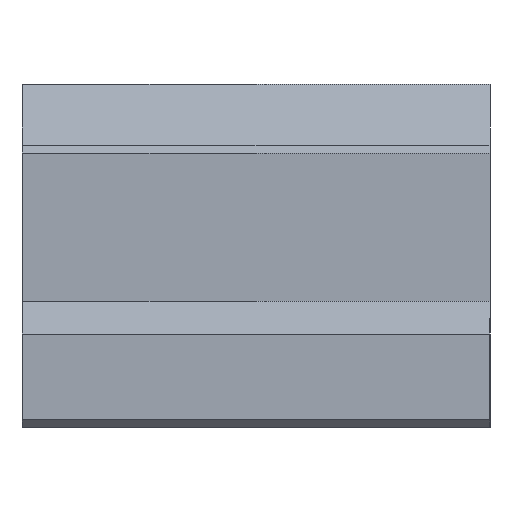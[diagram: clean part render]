
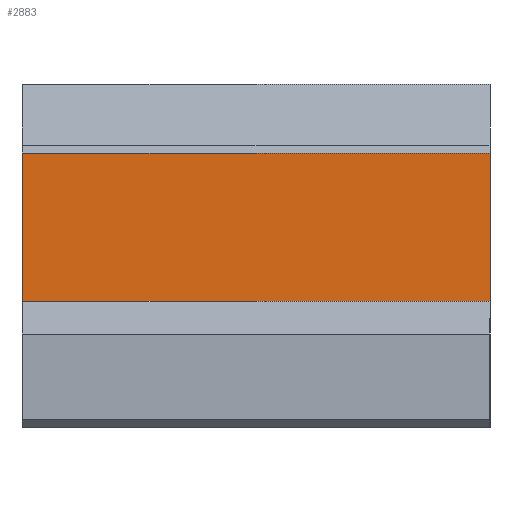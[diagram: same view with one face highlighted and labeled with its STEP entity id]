
A CAD part, left-side view. The second image highlights one B-rep face of the part: STEP entity #2883.
In plain terms, the highlighted planar face has unit normal (-1, 0, 0).
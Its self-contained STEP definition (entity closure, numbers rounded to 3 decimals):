
#986 = PLANE('',#987);
#987 = AXIS2_PLACEMENT_3D('',#988,#989,#990);
#988 = CARTESIAN_POINT('',(0.,15.,-1.181));
#989 = DIRECTION('',(0.,1.,0.));
#990 = DIRECTION('',(0.,0.,1.));
#1042 = PLANE('',#1043);
#1043 = AXIS2_PLACEMENT_3D('',#1044,#1045,#1046);
#1044 = CARTESIAN_POINT('',(0.,-15.,-1.181));
#1045 = DIRECTION('',(0.,1.,0.));
#1046 = DIRECTION('',(0.,0.,1.));
#1552 = VERTEX_POINT('',#1553);
#1553 = CARTESIAN_POINT('',(-14.9,15.,-2.95));
#1567 = PLANE('',#1568);
#1568 = AXIS2_PLACEMENT_3D('',#1569,#1570,#1571);
#1569 = CARTESIAN_POINT('',(-17.,15.,-5.05));
#1570 = DIRECTION('',(-0.707,0.,0.707)
  );
#1571 = DIRECTION('',(0.707,0.,0.707)
  );
#1579 = EDGE_CURVE('',#1552,#1580,#1582,.T.);
#1580 = VERTEX_POINT('',#1581);
#1581 = CARTESIAN_POINT('',(-14.9,15.,6.55));
#1582 = SURFACE_CURVE('',#1583,(#1587,#1594),.PCURVE_S1.);
#1583 = LINE('',#1584,#1585);
#1584 = CARTESIAN_POINT('',(-14.9,15.,-2.95));
#1585 = VECTOR('',#1586,1.);
#1586 = DIRECTION('',(0.,0.,1.));
#1587 = PCURVE('',#986,#1588);
#1588 = DEFINITIONAL_REPRESENTATION('',(#1589),#1593);
#1589 = LINE('',#1590,#1591);
#1590 = CARTESIAN_POINT('',(-1.769,-14.9));
#1591 = VECTOR('',#1592,1.);
#1592 = DIRECTION('',(1.,0.));
#1593 = ( GEOMETRIC_REPRESENTATION_CONTEXT(2) 
PARAMETRIC_REPRESENTATION_CONTEXT() REPRESENTATION_CONTEXT('2D SPACE',''
  ) );
#1594 = PCURVE('',#1595,#1600);
#1595 = PLANE('',#1596);
#1596 = AXIS2_PLACEMENT_3D('',#1597,#1598,#1599);
#1597 = CARTESIAN_POINT('',(-14.9,15.,-2.95));
#1598 = DIRECTION('',(-1.,0.,0.));
#1599 = DIRECTION('',(0.,0.,1.));
#1600 = DEFINITIONAL_REPRESENTATION('',(#1601),#1605);
#1601 = LINE('',#1602,#1603);
#1602 = CARTESIAN_POINT('',(0.,0.));
#1603 = VECTOR('',#1604,1.);
#1604 = DIRECTION('',(1.,0.));
#1605 = ( GEOMETRIC_REPRESENTATION_CONTEXT(2) 
PARAMETRIC_REPRESENTATION_CONTEXT() REPRESENTATION_CONTEXT('2D SPACE',''
  ) );
#1623 = PLANE('',#1624);
#1624 = AXIS2_PLACEMENT_3D('',#1625,#1626,#1627);
#1625 = CARTESIAN_POINT('',(-14.65,15.,6.8));
#1626 = DIRECTION('',(-0.707,0.,0.707
    ));
#1627 = DIRECTION('',(0.,-1.,0.));
#2134 = VERTEX_POINT('',#2135);
#2135 = CARTESIAN_POINT('',(-14.9,-15.,-2.95));
#2156 = EDGE_CURVE('',#2134,#2157,#2159,.T.);
#2157 = VERTEX_POINT('',#2158);
#2158 = CARTESIAN_POINT('',(-14.9,-15.,6.55));
#2159 = SURFACE_CURVE('',#2160,(#2164,#2171),.PCURVE_S1.);
#2160 = LINE('',#2161,#2162);
#2161 = CARTESIAN_POINT('',(-14.9,-15.,-2.95));
#2162 = VECTOR('',#2163,1.);
#2163 = DIRECTION('',(0.,0.,1.));
#2164 = PCURVE('',#1042,#2165);
#2165 = DEFINITIONAL_REPRESENTATION('',(#2166),#2170);
#2166 = LINE('',#2167,#2168);
#2167 = CARTESIAN_POINT('',(-1.769,-14.9));
#2168 = VECTOR('',#2169,1.);
#2169 = DIRECTION('',(1.,0.));
#2170 = ( GEOMETRIC_REPRESENTATION_CONTEXT(2) 
PARAMETRIC_REPRESENTATION_CONTEXT() REPRESENTATION_CONTEXT('2D SPACE',''
  ) );
#2171 = PCURVE('',#1595,#2172);
#2172 = DEFINITIONAL_REPRESENTATION('',(#2173),#2177);
#2173 = LINE('',#2174,#2175);
#2174 = CARTESIAN_POINT('',(0.,-30.));
#2175 = VECTOR('',#2176,1.);
#2176 = DIRECTION('',(1.,0.));
#2177 = ( GEOMETRIC_REPRESENTATION_CONTEXT(2) 
PARAMETRIC_REPRESENTATION_CONTEXT() REPRESENTATION_CONTEXT('2D SPACE',''
  ) );
#2775 = EDGE_CURVE('',#1580,#2157,#2776,.T.);
#2776 = SURFACE_CURVE('',#2777,(#2781,#2788),.PCURVE_S1.);
#2777 = LINE('',#2778,#2779);
#2778 = CARTESIAN_POINT('',(-14.9,15.,6.55));
#2779 = VECTOR('',#2780,1.);
#2780 = DIRECTION('',(0.,-1.,0.));
#2781 = PCURVE('',#1623,#2782);
#2782 = DEFINITIONAL_REPRESENTATION('',(#2783),#2787);
#2783 = LINE('',#2784,#2785);
#2784 = CARTESIAN_POINT('',(0.,-0.354));
#2785 = VECTOR('',#2786,1.);
#2786 = DIRECTION('',(1.,0.));
#2787 = ( GEOMETRIC_REPRESENTATION_CONTEXT(2) 
PARAMETRIC_REPRESENTATION_CONTEXT() REPRESENTATION_CONTEXT('2D SPACE',''
  ) );
#2788 = PCURVE('',#1595,#2789);
#2789 = DEFINITIONAL_REPRESENTATION('',(#2790),#2794);
#2790 = LINE('',#2791,#2792);
#2791 = CARTESIAN_POINT('',(9.5,0.));
#2792 = VECTOR('',#2793,1.);
#2793 = DIRECTION('',(0.,-1.));
#2794 = ( GEOMETRIC_REPRESENTATION_CONTEXT(2) 
PARAMETRIC_REPRESENTATION_CONTEXT() REPRESENTATION_CONTEXT('2D SPACE',''
  ) );
#2883 = ADVANCED_FACE('',(#2884),#1595,.T.);
#2884 = FACE_BOUND('',#2885,.T.);
#2885 = EDGE_LOOP('',(#2886,#2887,#2908,#2909));
#2886 = ORIENTED_EDGE('',*,*,#1579,.F.);
#2887 = ORIENTED_EDGE('',*,*,#2888,.T.);
#2888 = EDGE_CURVE('',#1552,#2134,#2889,.T.);
#2889 = SURFACE_CURVE('',#2890,(#2894,#2901),.PCURVE_S1.);
#2890 = LINE('',#2891,#2892);
#2891 = CARTESIAN_POINT('',(-14.9,15.,-2.95));
#2892 = VECTOR('',#2893,1.);
#2893 = DIRECTION('',(0.,-1.,0.));
#2894 = PCURVE('',#1595,#2895);
#2895 = DEFINITIONAL_REPRESENTATION('',(#2896),#2900);
#2896 = LINE('',#2897,#2898);
#2897 = CARTESIAN_POINT('',(0.,0.));
#2898 = VECTOR('',#2899,1.);
#2899 = DIRECTION('',(0.,-1.));
#2900 = ( GEOMETRIC_REPRESENTATION_CONTEXT(2) 
PARAMETRIC_REPRESENTATION_CONTEXT() REPRESENTATION_CONTEXT('2D SPACE',''
  ) );
#2901 = PCURVE('',#1567,#2902);
#2902 = DEFINITIONAL_REPRESENTATION('',(#2903),#2907);
#2903 = LINE('',#2904,#2905);
#2904 = CARTESIAN_POINT('',(2.97,0.));
#2905 = VECTOR('',#2906,1.);
#2906 = DIRECTION('',(0.,-1.));
#2907 = ( GEOMETRIC_REPRESENTATION_CONTEXT(2) 
PARAMETRIC_REPRESENTATION_CONTEXT() REPRESENTATION_CONTEXT('2D SPACE',''
  ) );
#2908 = ORIENTED_EDGE('',*,*,#2156,.T.);
#2909 = ORIENTED_EDGE('',*,*,#2775,.F.);
